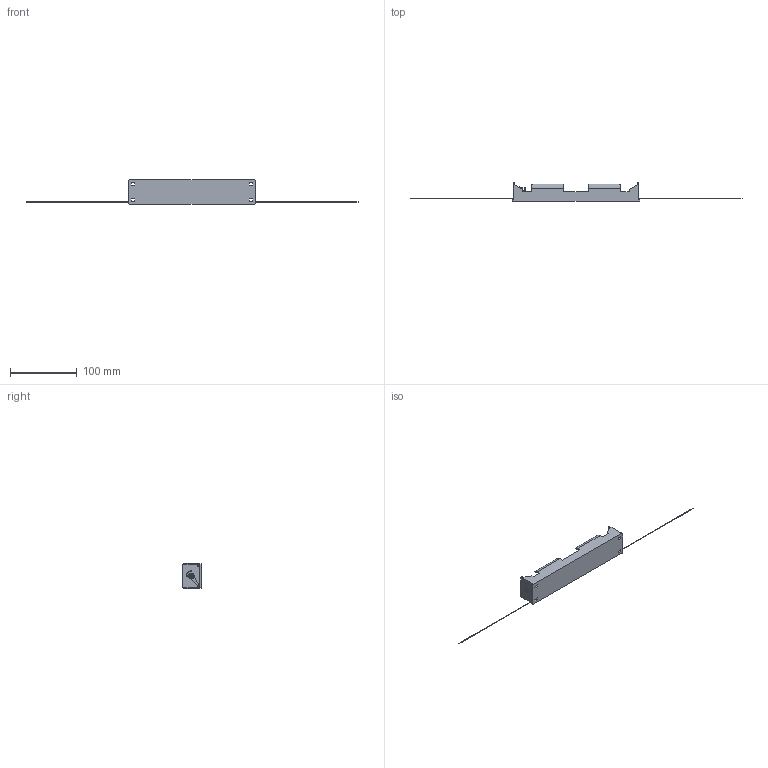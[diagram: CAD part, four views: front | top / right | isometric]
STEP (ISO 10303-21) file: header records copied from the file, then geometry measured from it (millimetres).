
FILE_DESCRIPTION (( 'STEP AP214' ), '1' );
FILE_NAME ('BH13DW.STEP', '2019-12-03T20:41:36', ( '' ), ( '' ), 'SwSTEP 2.0', 'SolidWorks 2016', '' );
FILE_SCHEMA (( 'AUTOMOTIVE_DESIGN' ));
Length unit declared in the file: millimetre
Products named in the file (1): BH13DW
Bounding box: 496.8 x 27.4 x 36.32 mm (x, y, z)
Volume: 29201.6 mm3; surface area: 35276.9 mm2
Topology: 7 solids, 7 shells, 341 faces, 845 edges, 555 vertices
Faces by surface type: plane 213, cylinder 102, torus 24, bspline 2
Entity records: 13828 total; most frequent: CARTESIAN_POINT 5319, DIRECTION 1748, ORIENTED_EDGE 1688, EDGE_CURVE 844, AXIS2_PLACEMENT_3D 589, VECTOR 570, LINE 570, VERTEX_POINT 554
